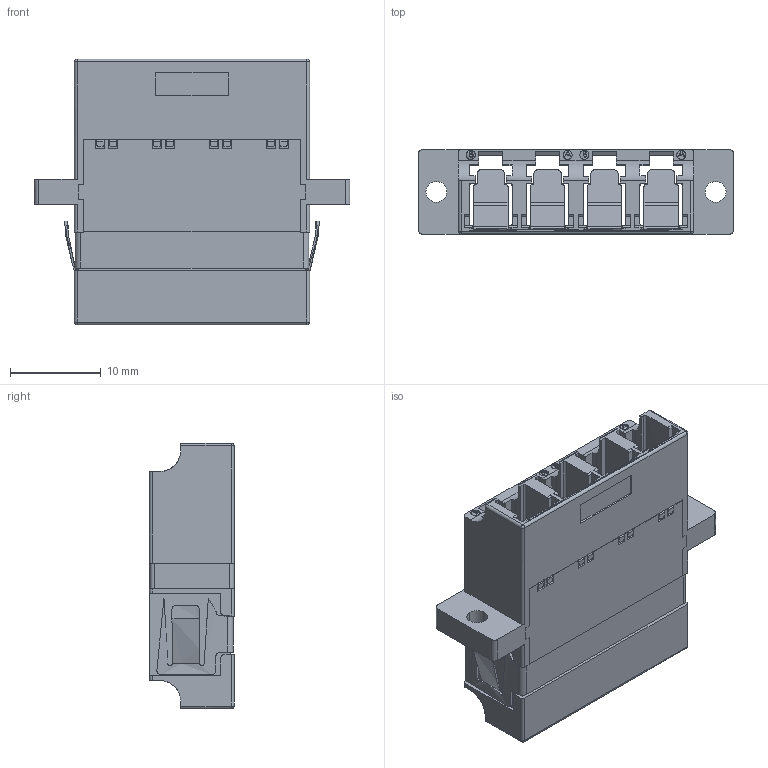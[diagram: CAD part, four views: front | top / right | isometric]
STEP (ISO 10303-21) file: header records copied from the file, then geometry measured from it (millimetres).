
FILE_DESCRIPTION (( 'STEP AP214' ), '1' );
FILE_NAME ('FOA-806-BLK.STEP', '2018-10-05T18:05:07', ( '' ), ( '' ), 'SwSTEP 2.0', 'SolidWorks 2017', '' );
FILE_SCHEMA (( 'AUTOMOTIVE_DESIGN' ));
Length unit declared in the file: millimetre
Products named in the file (1): FOA-806-BLK
Bounding box: 34.7 x 9.35 x 29.2 mm (x, y, z)
Surface area: 5077.4 mm2 (no closed solid volume)
Topology: 0 solids, 19 shells, 697 faces, 2320 edges, 1585 vertices
Faces by surface type: plane 498, cylinder 179, bspline 20
Entity records: 26601 total; most frequent: CARTESIAN_POINT 7303, ORIENTED_EDGE 3958, DIRECTION 3563, EDGE_CURVE 2315, LINE 1767, VECTOR 1767, VERTEX_POINT 1584, AXIS2_PLACEMENT_3D 898
